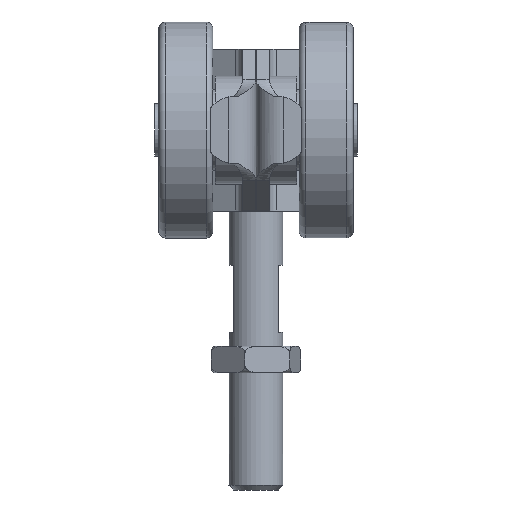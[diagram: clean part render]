
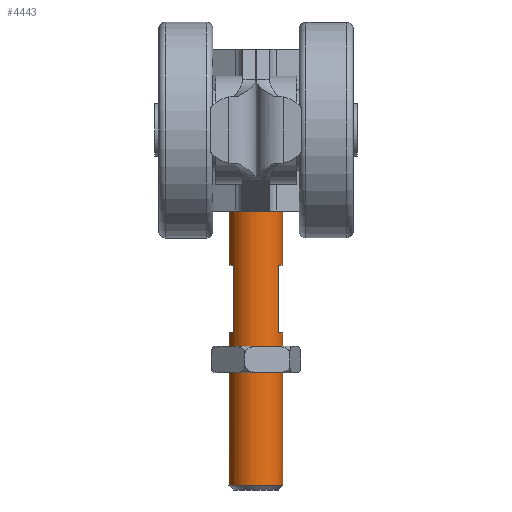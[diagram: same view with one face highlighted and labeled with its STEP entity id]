
A CAD part, front view. The second image highlights one B-rep face of the part: STEP entity #4443.
In plain terms, the highlighted cylindrical face has radius 6 mm (diameter 12 mm), a full revolution.
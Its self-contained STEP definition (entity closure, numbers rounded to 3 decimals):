
#289=FACE_BOUND('',#926,.T.);
#290=FACE_BOUND('',#927,.T.);
#637=FACE_OUTER_BOUND('',#925,.T.);
#925=EDGE_LOOP('',(#3985,#3986,#3987,#3988,#3989,#3990,#3991));
#926=EDGE_LOOP('',(#3992,#3993,#3994,#3995));
#927=EDGE_LOOP('',(#3996,#3997,#3998,#3999));
#1230=LINE('',#8906,#1525);
#1231=LINE('',#8907,#1526);
#1234=LINE('',#8919,#1529);
#1235=LINE('',#8920,#1530);
#1236=LINE('',#8938,#1531);
#1525=VECTOR('',#6475,10.);
#1526=VECTOR('',#6476,10.);
#1529=VECTOR('',#6489,10.);
#1530=VECTOR('',#6490,10.);
#1531=VECTOR('',#6511,6.);
#1805=CIRCLE('',#5162,6.);
#1806=CIRCLE('',#5164,6.);
#1807=CIRCLE('',#5167,6.);
#1808=CIRCLE('',#5169,6.);
#1811=CIRCLE('',#5174,6.);
#1812=CIRCLE('',#5175,6.);
#1813=CIRCLE('',#5176,6.);
#1815=CIRCLE('',#5179,6.);
#1816=CIRCLE('',#5180,6.);
#2213=VERTEX_POINT('',#8896);
#2214=VERTEX_POINT('',#8897);
#2215=VERTEX_POINT('',#8901);
#2216=VERTEX_POINT('',#8902);
#2217=VERTEX_POINT('',#8909);
#2218=VERTEX_POINT('',#8910);
#2219=VERTEX_POINT('',#8914);
#2220=VERTEX_POINT('',#8915);
#2223=VERTEX_POINT('',#8925);
#2224=VERTEX_POINT('',#8927);
#2225=VERTEX_POINT('',#8929);
#2226=VERTEX_POINT('',#8934);
#2227=VERTEX_POINT('',#8935);
#2807=EDGE_CURVE('',#2213,#2214,#1805,.T.);
#2809=EDGE_CURVE('',#2215,#2216,#1806,.T.);
#2811=EDGE_CURVE('',#2216,#2213,#1230,.T.);
#2812=EDGE_CURVE('',#2214,#2215,#1231,.T.);
#2813=EDGE_CURVE('',#2217,#2218,#1807,.T.);
#2815=EDGE_CURVE('',#2219,#2220,#1808,.T.);
#2817=EDGE_CURVE('',#2220,#2217,#1234,.T.);
#2818=EDGE_CURVE('',#2218,#2219,#1235,.T.);
#2821=EDGE_CURVE('',#2223,#2224,#1811,.T.);
#2822=EDGE_CURVE('',#2224,#2225,#1812,.T.);
#2823=EDGE_CURVE('',#2225,#2223,#1813,.T.);
#2825=EDGE_CURVE('',#2226,#2227,#1815,.T.);
#2826=EDGE_CURVE('',#2227,#2226,#1816,.T.);
#2827=EDGE_CURVE('',#2227,#2225,#1236,.T.);
#3985=ORIENTED_EDGE('',*,*,#2825,.F.);
#3986=ORIENTED_EDGE('',*,*,#2826,.F.);
#3987=ORIENTED_EDGE('',*,*,#2827,.T.);
#3988=ORIENTED_EDGE('',*,*,#2822,.F.);
#3989=ORIENTED_EDGE('',*,*,#2821,.F.);
#3990=ORIENTED_EDGE('',*,*,#2823,.F.);
#3991=ORIENTED_EDGE('',*,*,#2827,.F.);
#3992=ORIENTED_EDGE('',*,*,#2809,.T.);
#3993=ORIENTED_EDGE('',*,*,#2811,.T.);
#3994=ORIENTED_EDGE('',*,*,#2807,.T.);
#3995=ORIENTED_EDGE('',*,*,#2812,.T.);
#3996=ORIENTED_EDGE('',*,*,#2815,.T.);
#3997=ORIENTED_EDGE('',*,*,#2817,.T.);
#3998=ORIENTED_EDGE('',*,*,#2813,.T.);
#3999=ORIENTED_EDGE('',*,*,#2818,.T.);
#4222=CYLINDRICAL_SURFACE('',#5178,6.);
#4443=ADVANCED_FACE('',(#637,#289,#290),#4222,.T.);
#5162=AXIS2_PLACEMENT_3D('',#8898,#6465,#6466);
#5164=AXIS2_PLACEMENT_3D('',#8903,#6470,#6471);
#5167=AXIS2_PLACEMENT_3D('',#8911,#6479,#6480);
#5169=AXIS2_PLACEMENT_3D('',#8916,#6484,#6485);
#5174=AXIS2_PLACEMENT_3D('',#8928,#6497,#6498);
#5175=AXIS2_PLACEMENT_3D('',#8930,#6499,#6500);
#5176=AXIS2_PLACEMENT_3D('',#8931,#6501,#6502);
#5178=AXIS2_PLACEMENT_3D('',#8933,#6505,#6506);
#5179=AXIS2_PLACEMENT_3D('',#8936,#6507,#6508);
#5180=AXIS2_PLACEMENT_3D('',#8937,#6509,#6510);
#6465=DIRECTION('center_axis',(1.,0.,0.));
#6466=DIRECTION('ref_axis',(0.,1.,0.));
#6470=DIRECTION('center_axis',(-1.,0.,0.));
#6471=DIRECTION('ref_axis',(0.,1.,0.));
#6475=DIRECTION('',(1.,0.,0.));
#6476=DIRECTION('',(-1.,0.,0.));
#6479=DIRECTION('center_axis',(-1.,0.,0.));
#6480=DIRECTION('ref_axis',(0.,1.,0.));
#6484=DIRECTION('center_axis',(1.,0.,0.));
#6485=DIRECTION('ref_axis',(0.,1.,0.));
#6489=DIRECTION('',(-1.,0.,0.));
#6490=DIRECTION('',(1.,0.,0.));
#6497=DIRECTION('center_axis',(-1.,0.,0.));
#6498=DIRECTION('ref_axis',(0.,-1.,0.));
#6499=DIRECTION('center_axis',(-1.,0.,0.));
#6500=DIRECTION('ref_axis',(0.,-1.,0.));
#6501=DIRECTION('center_axis',(-1.,0.,0.));
#6502=DIRECTION('ref_axis',(0.,-1.,0.));
#6505=DIRECTION('center_axis',(1.,0.,0.));
#6506=DIRECTION('ref_axis',(0.,1.,0.));
#6507=DIRECTION('center_axis',(1.,0.,0.));
#6508=DIRECTION('ref_axis',(0.,-1.,0.));
#6509=DIRECTION('center_axis',(1.,0.,0.));
#6510=DIRECTION('ref_axis',(0.,-1.,0.));
#6511=DIRECTION('',(-1.,0.,0.));
#8896=CARTESIAN_POINT('',(45.,3.317,5.));
#8897=CARTESIAN_POINT('',(45.,-3.317,5.));
#8898=CARTESIAN_POINT('Origin',(45.,0.,0.));
#8901=CARTESIAN_POINT('',(30.,-3.317,5.));
#8902=CARTESIAN_POINT('',(30.,3.317,5.));
#8903=CARTESIAN_POINT('Origin',(30.,0.,0.));
#8906=CARTESIAN_POINT('',(40.,3.317,5.));
#8907=CARTESIAN_POINT('',(40.,-3.317,5.));
#8909=CARTESIAN_POINT('',(30.,3.317,-5.));
#8910=CARTESIAN_POINT('',(30.,-3.317,-5.));
#8911=CARTESIAN_POINT('Origin',(30.,0.,0.));
#8914=CARTESIAN_POINT('',(45.,-3.317,-5.));
#8915=CARTESIAN_POINT('',(45.,3.317,-5.));
#8916=CARTESIAN_POINT('Origin',(45.,0.,0.));
#8919=CARTESIAN_POINT('',(40.,3.317,-5.));
#8920=CARTESIAN_POINT('',(40.,-3.317,-5.));
#8925=CARTESIAN_POINT('',(0.1,0.,6.));
#8927=CARTESIAN_POINT('',(0.1,6.,0.));
#8928=CARTESIAN_POINT('Origin',(0.1,0.,
0.));
#8929=CARTESIAN_POINT('',(0.1,-6.,0.));
#8930=CARTESIAN_POINT('Origin',(0.1,0.,
0.));
#8931=CARTESIAN_POINT('Origin',(0.1,0.,
0.));
#8933=CARTESIAN_POINT('Origin',(40.,0.,0.));
#8934=CARTESIAN_POINT('',(78.926,6.,0.));
#8935=CARTESIAN_POINT('',(78.926,-6.,0.));
#8936=CARTESIAN_POINT('Origin',(78.926,0.,0.));
#8937=CARTESIAN_POINT('Origin',(78.926,0.,0.));
#8938=CARTESIAN_POINT('',(40.,-6.,0.));
